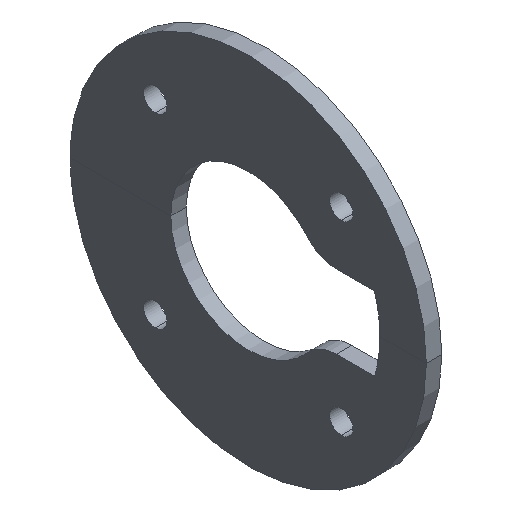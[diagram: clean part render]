
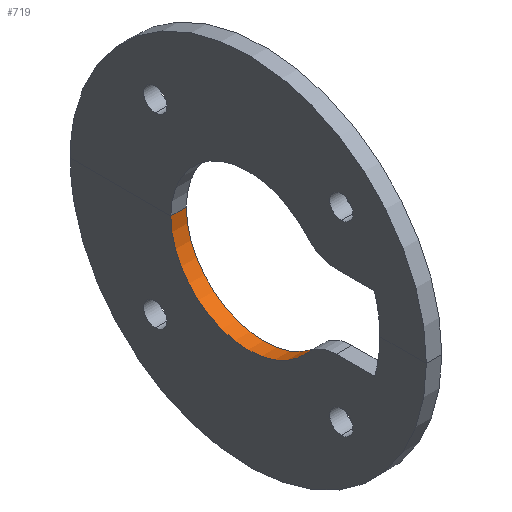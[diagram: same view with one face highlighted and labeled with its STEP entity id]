
A CAD part, isometric view. The second image highlights one B-rep face of the part: STEP entity #719.
In plain terms, the highlighted cylindrical face has radius 10 mm (diameter 20 mm), a partial arc.
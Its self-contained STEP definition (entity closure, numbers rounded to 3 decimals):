
#109 = CIRCLE ( 'NONE', #888, 10. ) ;
#112 = CARTESIAN_POINT ( 'NONE',  ( 1148.407, 989.109, 810.364 ) ) ;
#254 = EDGE_CURVE ( 'NONE', #634, #848, #336, .T. ) ;
#285 = CARTESIAN_POINT ( 'NONE',  ( 1148.407, 979.109, 810.364 ) ) ;
#307 = VECTOR ( 'NONE', #755, 1000. ) ;
#336 = LINE ( 'NONE', #1070, #307 ) ;
#415 = EDGE_CURVE ( 'NONE', #1242, #634, #1076, .T. ) ;
#433 = CARTESIAN_POINT ( 'NONE',  ( 1143.407, 971.494, 803.882 ) ) ;
#439 = VERTEX_POINT ( 'NONE', #584 ) ;
#467 = ORIENTED_EDGE ( 'NONE', *, *, #254, .T. ) ;
#504 = DIRECTION ( 'NONE',  ( -1., 0., 0. ) ) ;
#515 = DIRECTION ( 'NONE',  ( -1., 0., 0. ) ) ;
#553 = CARTESIAN_POINT ( 'NONE',  ( 1148.407, 971.494, 803.882 ) ) ;
#584 = CARTESIAN_POINT ( 'NONE',  ( 1146.407, 971.494, 803.882 ) ) ;
#634 = VERTEX_POINT ( 'NONE', #112 ) ;
#719 = ADVANCED_FACE ( 'NONE', ( #1294 ), #1008, .F. ) ;
#755 = DIRECTION ( 'NONE',  ( -1., 0., 0. ) ) ;
#798 = VECTOR ( 'NONE', #515, 1000. ) ;
#839 = ORIENTED_EDGE ( 'NONE', *, *, #949, .F. ) ;
#845 = CARTESIAN_POINT ( 'NONE',  ( 1146.407, 979.109, 810.364 ) ) ;
#848 = VERTEX_POINT ( 'NONE', #1306 ) ;
#885 = AXIS2_PLACEMENT_3D ( 'NONE', #285, #504, #992 ) ;
#888 = AXIS2_PLACEMENT_3D ( 'NONE', #845, #1151, #944 ) ;
#920 = AXIS2_PLACEMENT_3D ( 'NONE', #1183, #976, #984 ) ;
#921 = LINE ( 'NONE', #433, #798 ) ;
#939 = ORIENTED_EDGE ( 'NONE', *, *, #415, .T. ) ;
#944 = DIRECTION ( 'NONE',  ( 0., 0., -1. ) ) ;
#949 = EDGE_CURVE ( 'NONE', #1242, #439, #921, .T. ) ;
#976 = DIRECTION ( 'NONE',  ( 1., 0., 0. ) ) ;
#984 = DIRECTION ( 'NONE',  ( 0., 0., -1. ) ) ;
#992 = DIRECTION ( 'NONE',  ( 0., 0., 1. ) ) ;
#1008 = CYLINDRICAL_SURFACE ( 'NONE', #885, 10. ) ;
#1070 = CARTESIAN_POINT ( 'NONE',  ( 1148.407, 989.109, 810.364 ) ) ;
#1076 = CIRCLE ( 'NONE', #920, 10. ) ;
#1120 = ORIENTED_EDGE ( 'NONE', *, *, #1317, .F. ) ;
#1151 = DIRECTION ( 'NONE',  ( 1., 0., 0. ) ) ;
#1183 = CARTESIAN_POINT ( 'NONE',  ( 1148.407, 979.109, 810.364 ) ) ;
#1237 = EDGE_LOOP ( 'NONE', ( #839, #939, #467, #1120 ) ) ;
#1242 = VERTEX_POINT ( 'NONE', #553 ) ;
#1294 = FACE_OUTER_BOUND ( 'NONE', #1237, .T. ) ;
#1306 = CARTESIAN_POINT ( 'NONE',  ( 1146.407, 989.109, 810.364 ) ) ;
#1317 = EDGE_CURVE ( 'NONE', #439, #848, #109, .T. ) ;
